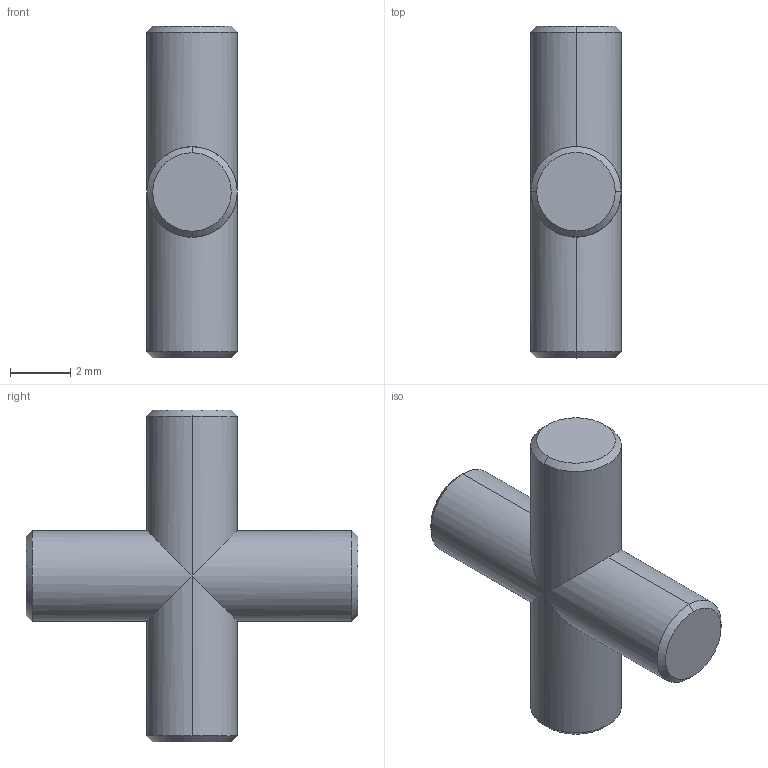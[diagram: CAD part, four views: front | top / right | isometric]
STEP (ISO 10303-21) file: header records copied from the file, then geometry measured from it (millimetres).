
FILE_DESCRIPTION (( 'STEP AP203' ), '1' );
FILE_NAME ('cro2_默认_sldprt.STEP', '2021-07-28T06:35:09', ( '' ), ( '' ), 'SwSTEP 2.0', 'SolidWorks 2020', '' );
FILE_SCHEMA (( 'CONFIG_CONTROL_DESIGN' ));
Length unit declared in the file: millimetre
Products named in the file (1): cro2_默认_sldprt
Bounding box: 3 x 11 x 11 mm (x, y, z)
Volume: 136.8 mm3; surface area: 195 mm2
Topology: 1 solids, 1 shells, 20 faces, 40 edges, 22 vertices
Faces by surface type: cone 8, cylinder 8, plane 4
Entity records: 585 total; most frequent: CARTESIAN_POINT 107, DIRECTION 90, ORIENTED_EDGE 80, EDGE_CURVE 40, AXIS2_PLACEMENT_3D 37, VERTEX_POINT 22, ADVANCED_FACE 20, FACE_OUTER_BOUND 20
